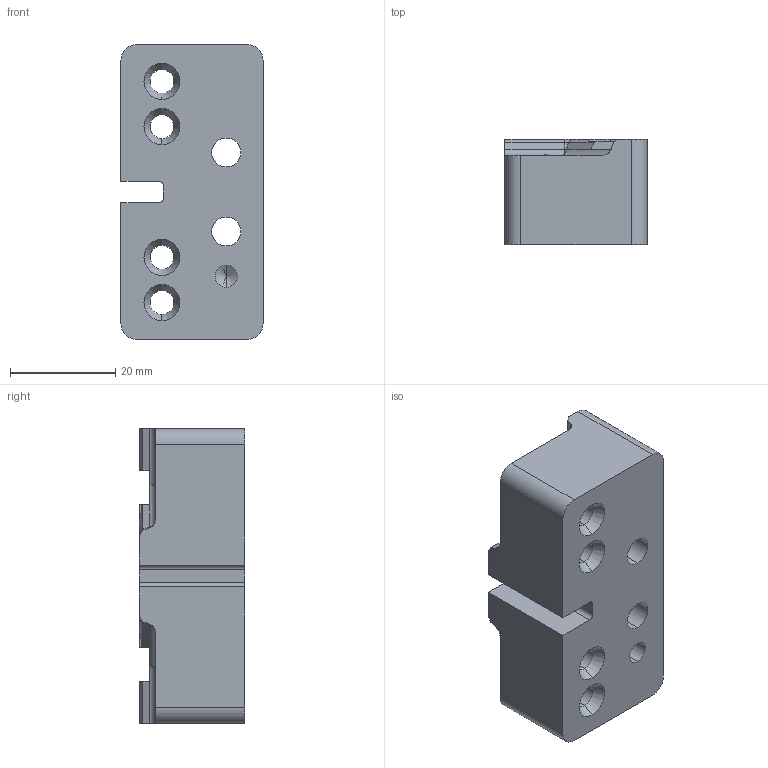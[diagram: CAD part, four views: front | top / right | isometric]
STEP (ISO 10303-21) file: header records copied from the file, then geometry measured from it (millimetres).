
FILE_DESCRIPTION (( 'STEP AP214' ), '1' );
FILE_NAME ('bau0212336221.step', '2023-07-20T13:23:42', ( '' ), ( '' ), 'SwSTEP 2.0', 'SolidWorks 2022', '' );
FILE_SCHEMA (( 'AUTOMOTIVE_DESIGN' ));
Length unit declared in the file: millimetre
Products named in the file (1): bau0212336221
Bounding box: 27 x 20 x 56 mm (x, y, z)
Volume: 22810.8 mm3; surface area: 8629.4 mm2
Topology: 1 solids, 1 shells, 110 faces, 292 edges, 178 vertices
Faces by surface type: plane 42, cylinder 34, cone 22, torus 8, bspline 4
Entity records: 4586 total; most frequent: CARTESIAN_POINT 1769, DIRECTION 582, ORIENTED_EDGE 568, EDGE_CURVE 284, AXIS2_PLACEMENT_3D 209, VERTEX_POINT 178, VECTOR 164, LINE 164
